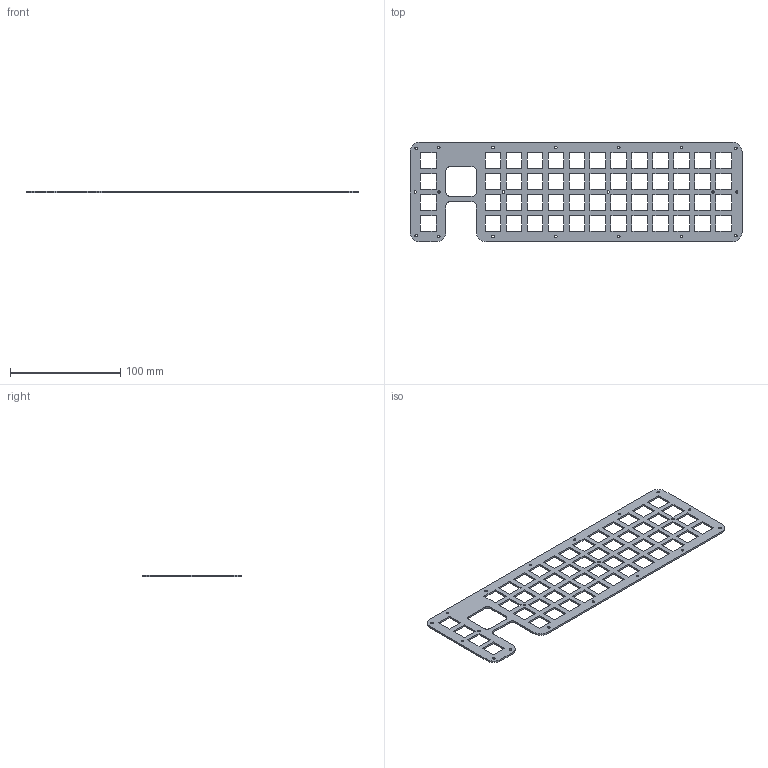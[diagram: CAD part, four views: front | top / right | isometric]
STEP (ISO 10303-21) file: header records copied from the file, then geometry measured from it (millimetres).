
FILE_DESCRIPTION(('KiCad electronic assembly'),'2;1');
FILE_NAME('plate.step','2020-06-24T16:13:38',('An Author'),('A Company') ,'Open CASCADE STEP processor 7.4','KiCad to STEP converter','Unknown' );
FILE_SCHEMA(('AUTOMOTIVE_DESIGN { 1 0 10303 214 1 1 1 1 }'));
Length unit declared in the file: millimetre
Products named in the file (2): Open CASCADE STEP translator 7.4 1; COMPOUND
Assembly tree (1 placements, depth 2):
  Open CASCADE STEP translator 7.4 1
    COMPOUND
Bounding box: 301.61 x 90.48 x 1.6 mm (x, y, z)
Volume: 23613.7 mm3; surface area: 35987.3 mm2
Topology: 1 solids, 1 shells, 255 faces, 759 edges, 506 vertices
Faces by surface type: plane 223, cylinder 32
Full cylindrical faces by diameter (mm): 2.2 x20
Entity records: 18835 total; most frequent: CARTESIAN_POINT 3424, DIRECTION 2791, LINE 2149, VECTOR 2149, ORIENTED_EDGE 1518, PCURVE 1518, DEFINITIONAL_REPRESENTATION 1518, EDGE_CURVE 759
